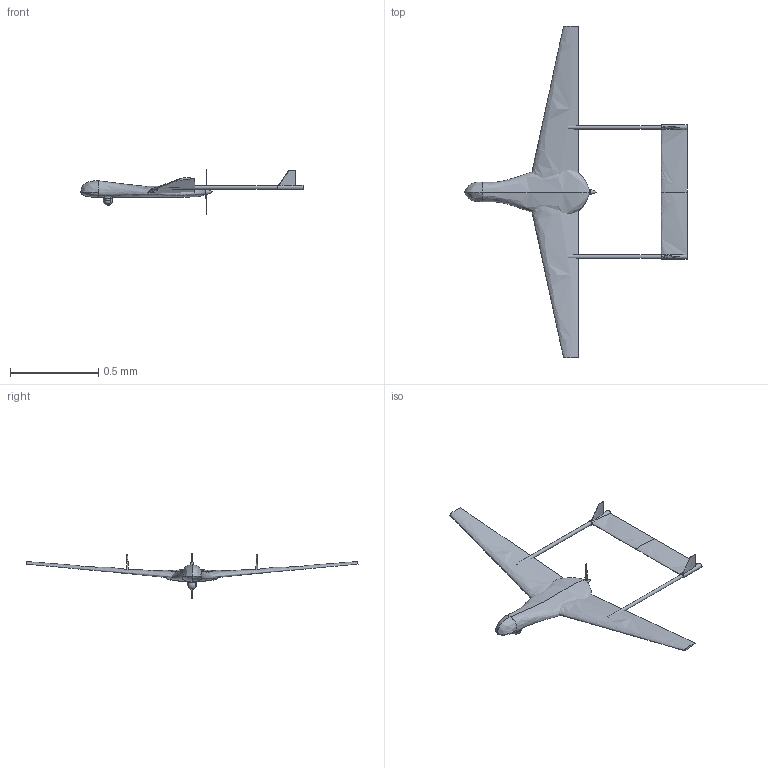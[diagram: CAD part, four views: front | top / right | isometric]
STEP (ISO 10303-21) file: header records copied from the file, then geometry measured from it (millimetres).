
FILE_DESCRIPTION(('Open CASCADE Model'),'2;1');
FILE_NAME('Open CASCADE Shape Model','2018-06-17T06:20:56',('Author'),( 'Open CASCADE'),'ParaPy 1.2.6 - Open CASCADE STEP processor 7.1', 'ParaPy 1.2.6 - Open CASCADE 7.1','Unknown');
FILE_SCHEMA(('AUTOMOTIVE_DESIGN { 1 2 10303 214 0 1 1 1 }'));
Length unit declared in the file: millimetre
Products named in the file (15): Tail_Booms; SOLID; Fuselage; SHELL; SPI_M2D; Tail; 10x7SF_1; 10x7SF_2; 10x7SF_3; Main_Wing_1; Main_Wing_2
Assembly tree (6 placements, depth 2):
  Tail_Booms
    SOLID
    SOLID
  Fuselage
    SHELL
    SHELL
  SPI_M2D
    SOLID
  Tail
    SOLID
  10x7SF_1
Bounding box: 1.26 x 1.89 x 0.25 mm (x, y, z)
Volume: 0 mm3; surface area: 1.4 mm2
Topology: 8 solids, 11 shells, 53 faces, 96 edges, 57 vertices
Faces by surface type: plane 25, bspline 14, cylinder 10, sphere 3, revolution 1
Full cylindrical faces by diameter (mm): 0.02 x2, 0.027 x2, 0.053 x1
Entity records: 11581 total; most frequent: CARTESIAN_POINT 9616, DIRECTION 300, ORIENTED_EDGE 166, PCURVE 166, DEFINITIONAL_REPRESENTATION 166, LINE 131, VECTOR 131, EDGE_CURVE 88
